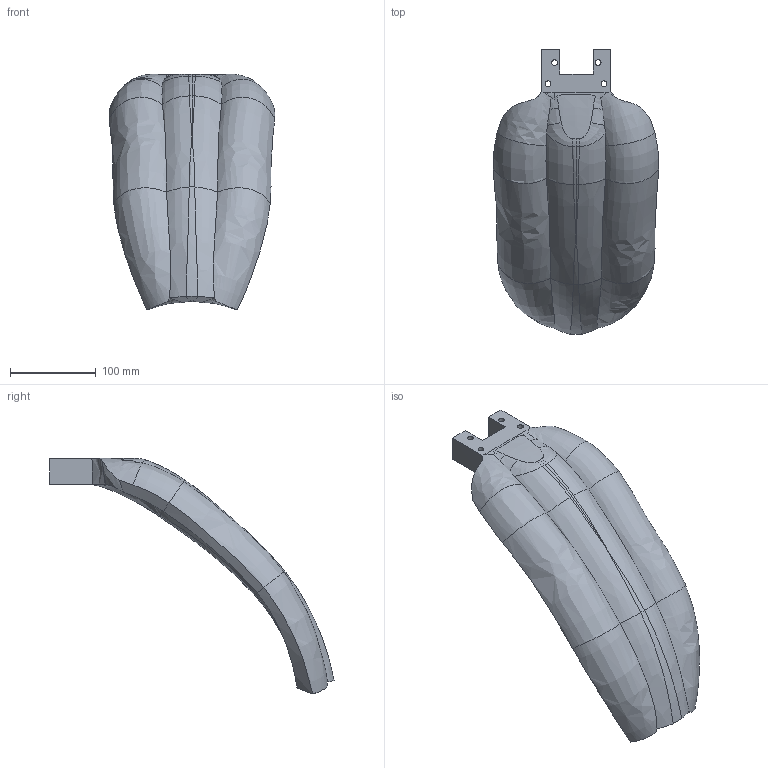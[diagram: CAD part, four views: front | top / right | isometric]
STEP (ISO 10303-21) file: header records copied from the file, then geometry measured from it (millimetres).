
FILE_DESCRIPTION(/* description */ (''),/* implementation_level */ '2;1');
FILE_NAME(/* name */ 'Thicken-Week_14_Fender_for3D.step',/* time_stamp */ '2023-12-09T19:33:47-05:00',/* author */ (''),/* organization */ (''),/* preprocessor_version */ 'ST-DEVELOPER v20',/* originating_system */ 'Autodesk Translation Framework v12.14.0.127',/* authorisation */ '');
FILE_SCHEMA (('AUTOMOTIVE_DESIGN { 1 0 10303 214 3 1 1 }'));
Length unit declared in the file: millimetre
Products named in the file (1): Thicken-Week_14_Onyx_Plate_v03
Bounding box: 192.69 x 330.77 x 274.72 mm (x, y, z)
Volume: 2110869.3 mm3; surface area: 200148 mm2
Topology: 3 solids, 3 shells, 92 faces, 262 edges, 171 vertices
Faces by surface type: bspline 76, plane 12, cylinder 4
Full cylindrical faces by diameter (mm): 6.75 x4
Entity records: 30161 total; most frequent: CARTESIAN_POINT 28346, ORIENTED_EDGE 514, EDGE_CURVE 257, B_SPLINE_CURVE_WITH_KNOTS 193, VERTEX_POINT 171, DIRECTION 115, EDGE_LOOP 100, FACE_OUTER_BOUND 92
